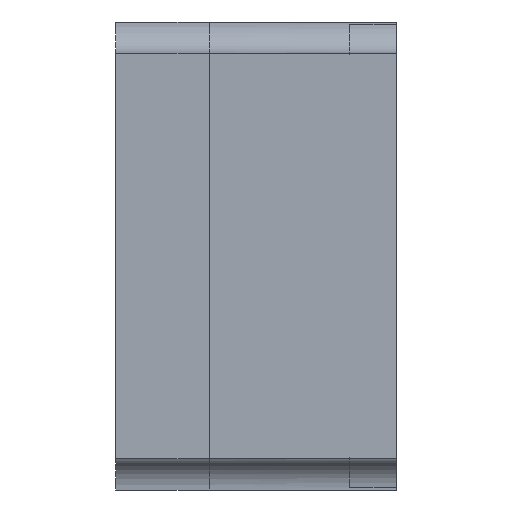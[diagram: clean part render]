
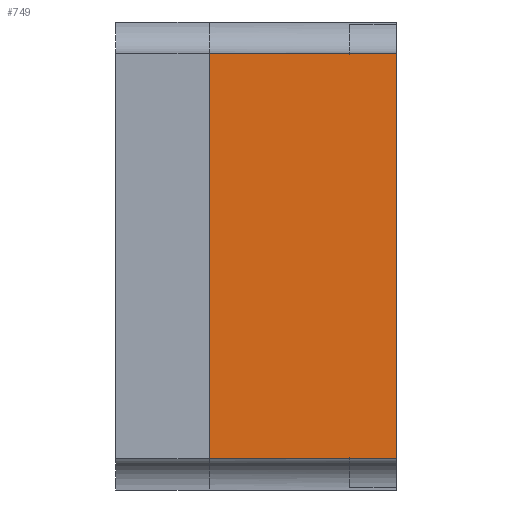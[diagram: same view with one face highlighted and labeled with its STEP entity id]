
A CAD part, left-side view. The second image highlights one B-rep face of the part: STEP entity #749.
In plain terms, the highlighted planar face has unit normal (-1, 0, 0).
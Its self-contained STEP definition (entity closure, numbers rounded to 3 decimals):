
#1 = CARTESIAN_POINT ( 'NONE',  ( -1.6, 0., 0. ) ) ;
#31 = EDGE_LOOP ( 'NONE', ( #305, #1391, #1537, #350 ) ) ;
#42 = VECTOR ( 'NONE', #1530, 1000. ) ;
#73 = LINE ( 'NONE', #506, #1289 ) ;
#151 = DIRECTION ( 'NONE',  ( 0., -1., 0. ) ) ;
#219 = CARTESIAN_POINT ( 'NONE',  ( -1.6, 0.9, 0. ) ) ;
#305 = ORIENTED_EDGE ( 'NONE', *, *, #497, .F. ) ;
#350 = ORIENTED_EDGE ( 'NONE', *, *, #2042, .F. ) ;
#379 = VERTEX_POINT ( 'NONE', #445 ) ;
#406 = VERTEX_POINT ( 'NONE', #1791 ) ;
#426 = CARTESIAN_POINT ( 'NONE',  ( -1.6, 0.6, -0.65 ) ) ;
#445 = CARTESIAN_POINT ( 'NONE',  ( -1.6, 0., -0.65 ) ) ;
#497 = EDGE_CURVE ( 'NONE', #567, #406, #1065, .T. ) ;
#506 = CARTESIAN_POINT ( 'NONE',  ( -1.6, 0.9, -0.65 ) ) ;
#530 = FACE_OUTER_BOUND ( 'NONE', #31, .T. ) ;
#567 = VERTEX_POINT ( 'NONE', #1317 ) ;
#608 = EDGE_CURVE ( 'NONE', #782, #379, #73, .T. ) ;
#612 = VECTOR ( 'NONE', #151, 1000. ) ;
#659 = DIRECTION ( 'NONE',  ( 0., 0., 1. ) ) ;
#708 = PLANE ( 'NONE',  #1721 ) ;
#749 = ADVANCED_FACE ( 'NONE', ( #530 ), #708, .T. ) ;
#782 = VERTEX_POINT ( 'NONE', #426 ) ;
#849 = CARTESIAN_POINT ( 'NONE',  ( -1.6, 0.6, -0.65 ) ) ;
#878 = DIRECTION ( 'NONE',  ( 0., 0., 1. ) ) ;
#947 = EDGE_CURVE ( 'NONE', #782, #567, #1633, .T. ) ;
#1051 = LINE ( 'NONE', #1, #42 ) ;
#1060 = VECTOR ( 'NONE', #659, 1000. ) ;
#1065 = LINE ( 'NONE', #2168, #612 ) ;
#1289 = VECTOR ( 'NONE', #1686, 1000. ) ;
#1317 = CARTESIAN_POINT ( 'NONE',  ( -1.6, 0.6, 0.65 ) ) ;
#1391 = ORIENTED_EDGE ( 'NONE', *, *, #947, .F. ) ;
#1530 = DIRECTION ( 'NONE',  ( 0., 0., -1. ) ) ;
#1537 = ORIENTED_EDGE ( 'NONE', *, *, #608, .T. ) ;
#1633 = LINE ( 'NONE', #849, #1060 ) ;
#1686 = DIRECTION ( 'NONE',  ( 0., -1., 0. ) ) ;
#1721 = AXIS2_PLACEMENT_3D ( 'NONE', #219, #1892, #878 ) ;
#1791 = CARTESIAN_POINT ( 'NONE',  ( -1.6, 0., 0.65 ) ) ;
#1892 = DIRECTION ( 'NONE',  ( -1., 0., 0. ) ) ;
#2042 = EDGE_CURVE ( 'NONE', #406, #379, #1051, .T. ) ;
#2168 = CARTESIAN_POINT ( 'NONE',  ( -1.6, 0.9, 0.65 ) ) ;
